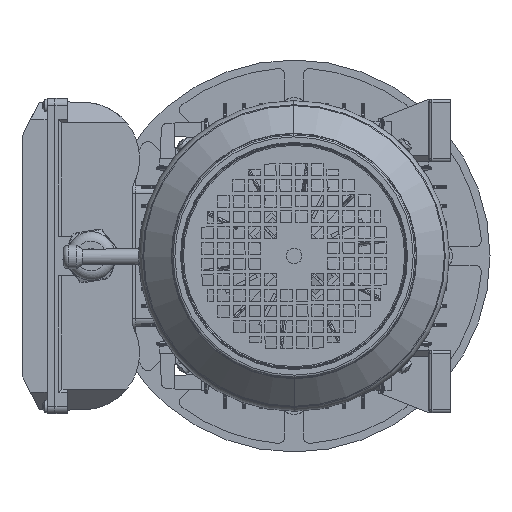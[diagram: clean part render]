
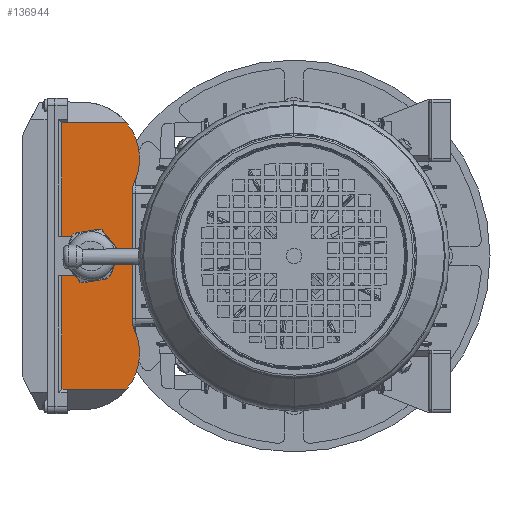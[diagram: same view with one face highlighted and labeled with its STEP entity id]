
A CAD part, left-side view. The second image highlights one B-rep face of the part: STEP entity #136944.
In plain terms, the highlighted face is planar.
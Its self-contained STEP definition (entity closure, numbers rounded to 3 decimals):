
#267 = CARTESIAN_POINT ( 'NONE',  ( -12.5, 1.75, -68. ) ) ;
#1915 = DIRECTION ( 'NONE',  ( 0., -1., 0. ) ) ;
#3616 = CARTESIAN_POINT ( 'NONE',  ( 85.065, 16.75, -68. ) ) ;
#4216 = EDGE_CURVE ( 'NONE', #77945, #72705, #65334, .T. ) ;
#4226 = FACE_OUTER_BOUND ( 'NONE', #76365, .T. ) ;
#4327 = VERTEX_POINT ( 'NONE', #139110 ) ;
#4612 = DIRECTION ( 'NONE',  ( 0., -1., 0. ) ) ;
#9115 = VERTEX_POINT ( 'NONE', #267 ) ;
#9378 = CARTESIAN_POINT ( 'NONE',  ( -85.065, -20.891, -68. ) ) ;
#9779 = CARTESIAN_POINT ( 'NONE',  ( -85.065, -29.25, -68. ) ) ;
#13546 = LINE ( 'NONE', #154568, #52164 ) ;
#14684 = CARTESIAN_POINT ( 'NONE',  ( -62., 6.75, -68. ) ) ;
#14767 = EDGE_CURVE ( 'NONE', #54840, #154349, #13546, .T. ) ;
#15257 = VECTOR ( 'NONE', #38410, 1000. ) ;
#16485 = ORIENTED_EDGE ( 'NONE', *, *, #18506, .F. ) ;
#16526 = ORIENTED_EDGE ( 'NONE', *, *, #86220, .F. ) ;
#17078 = DIRECTION ( 'NONE',  ( 0., 1., 0. ) ) ;
#17250 = DIRECTION ( 'NONE',  ( 1., 0., 0. ) ) ;
#17979 = CARTESIAN_POINT ( 'NONE',  ( 12.5, 1.75, -68. ) ) ;
#18506 = EDGE_CURVE ( 'NONE', #77945, #31016, #56227, .T. ) ;
#20697 = CARTESIAN_POINT ( 'NONE',  ( 85.065, -29.25, -68. ) ) ;
#22635 = CIRCLE ( 'NONE', #24299, 12.5 ) ;
#23531 = CARTESIAN_POINT ( 'NONE',  ( 85.065, -20.891, -68. ) ) ;
#24238 = ORIENTED_EDGE ( 'NONE', *, *, #126201, .F. ) ;
#24299 = AXIS2_PLACEMENT_3D ( 'NONE', #30097, #155032, #138928 ) ;
#24499 = AXIS2_PLACEMENT_3D ( 'NONE', #120223, #104099, #87978 ) ;
#25824 = LINE ( 'NONE', #9779, #45001 ) ;
#29222 = VECTOR ( 'NONE', #17250, 1000. ) ;
#30068 = VERTEX_POINT ( 'NONE', #3616 ) ;
#30097 = CARTESIAN_POINT ( 'NONE',  ( 0., 1.75, -68. ) ) ;
#31016 = VERTEX_POINT ( 'NONE', #132199 ) ;
#31046 = AXIS2_PLACEMENT_3D ( 'NONE', #152072, #135977, #119921 ) ;
#32109 = VERTEX_POINT ( 'NONE', #112120 ) ;
#33172 = CARTESIAN_POINT ( 'NONE',  ( -85.065, -45.25, -68. ) ) ;
#33342 = CARTESIAN_POINT ( 'NONE',  ( -119.5, 20.25, -68. ) ) ;
#33653 = DIRECTION ( 'NONE',  ( 0., 1., 0. ) ) ;
#34071 = LINE ( 'NONE', #17979, #53931 ) ;
#34930 = ORIENTED_EDGE ( 'NONE', *, *, #70528, .T. ) ;
#36778 = LINE ( 'NONE', #20697, #81031 ) ;
#38394 = EDGE_CURVE ( 'NONE', #72705, #54840, #25824, .T. ) ;
#38410 = DIRECTION ( 'NONE',  ( 1., 0., 0. ) ) ;
#40921 = ORIENTED_EDGE ( 'NONE', *, *, #127592, .T. ) ;
#45001 = VECTOR ( 'NONE', #150772, 1000. ) ;
#47877 = VERTEX_POINT ( 'NONE', #100793 ) ;
#49107 = ORIENTED_EDGE ( 'NONE', *, *, #4216, .T. ) ;
#49389 = LINE ( 'NONE', #33342, #29222 ) ;
#49692 = CARTESIAN_POINT ( 'NONE',  ( 85.065, -45.25, -68. ) ) ;
#52164 = VECTOR ( 'NONE', #138470, 1000. ) ;
#53931 = VECTOR ( 'NONE', #1915, 1000. ) ;
#54486 = CARTESIAN_POINT ( 'NONE',  ( -44.572, -24.75, -68. ) ) ;
#54840 = VERTEX_POINT ( 'NONE', #134093 ) ;
#56227 = CIRCLE ( 'NONE', #107957, 36. ) ;
#62051 = DIRECTION ( 'NONE',  ( 0., 1., 0. ) ) ;
#65334 = LINE ( 'NONE', #33172, #133530 ) ;
#65806 = LINE ( 'NONE', #49692, #124463 ) ;
#66623 = EDGE_CURVE ( 'NONE', #32109, #76500, #117630, .T. ) ;
#67329 = VERTEX_POINT ( 'NONE', #73536 ) ;
#67578 = ORIENTED_EDGE ( 'NONE', *, *, #14767, .T. ) ;
#70528 = EDGE_CURVE ( 'NONE', #67329, #4327, #49389, .T. ) ;
#70651 = LINE ( 'NONE', #54486, #15257 ) ;
#72705 = VERTEX_POINT ( 'NONE', #106764 ) ;
#73536 = CARTESIAN_POINT ( 'NONE',  ( 12.5, 20.25, -68. ) ) ;
#76021 = ORIENTED_EDGE ( 'NONE', *, *, #107501, .F. ) ;
#76365 = EDGE_LOOP ( 'NONE', ( #67578, #24238, #145495, #93503, #34930, #40921, #16526, #111552, #76021, #16485, #49107, #130973 ) ) ;
#76500 = VERTEX_POINT ( 'NONE', #23531 ) ;
#77945 = VERTEX_POINT ( 'NONE', #9378 ) ;
#78168 = CARTESIAN_POINT ( 'NONE',  ( -12.5, 1.75, -68. ) ) ;
#81031 = VECTOR ( 'NONE', #4612, 1000. ) ;
#86220 = EDGE_CURVE ( 'NONE', #76500, #30068, #65806, .T. ) ;
#87978 = DIRECTION ( 'NONE',  ( 1., 0., 0. ) ) ;
#93503 = ORIENTED_EDGE ( 'NONE', *, *, #108912, .F. ) ;
#94287 = LINE ( 'NONE', #78168, #125349 ) ;
#99059 = EDGE_CURVE ( 'NONE', #47877, #9115, #22635, .T. ) ;
#100793 = CARTESIAN_POINT ( 'NONE',  ( 12.5, 1.75, -68. ) ) ;
#104099 = DIRECTION ( 'NONE',  ( 0., 0., 1. ) ) ;
#106764 = CARTESIAN_POINT ( 'NONE',  ( -85.065, 16.75, -68. ) ) ;
#107501 = EDGE_CURVE ( 'NONE', #31016, #32109, #70651, .T. ) ;
#107957 = AXIS2_PLACEMENT_3D ( 'NONE', #14684, #155720, #139617 ) ;
#108912 = EDGE_CURVE ( 'NONE', #67329, #47877, #34071, .T. ) ;
#111552 = ORIENTED_EDGE ( 'NONE', *, *, #66623, .F. ) ;
#112120 = CARTESIAN_POINT ( 'NONE',  ( 44.572, -24.75, -68. ) ) ;
#117630 = CIRCLE ( 'NONE', #31046, 36. ) ;
#119921 = DIRECTION ( 'NONE',  ( 1., 0., 0. ) ) ;
#120223 = CARTESIAN_POINT ( 'NONE',  ( -119.5, -29.25, -68. ) ) ;
#124463 = VECTOR ( 'NONE', #33653, 1000. ) ;
#125349 = VECTOR ( 'NONE', #62051, 1000. ) ;
#126201 = EDGE_CURVE ( 'NONE', #9115, #154349, #94287, .T. ) ;
#126653 = CARTESIAN_POINT ( 'NONE',  ( -12.5, 20.25, -68. ) ) ;
#127592 = EDGE_CURVE ( 'NONE', #4327, #30068, #36778, .T. ) ;
#130973 = ORIENTED_EDGE ( 'NONE', *, *, #38394, .T. ) ;
#132199 = CARTESIAN_POINT ( 'NONE',  ( -44.572, -24.75, -68. ) ) ;
#133530 = VECTOR ( 'NONE', #17078, 1000. ) ;
#134093 = CARTESIAN_POINT ( 'NONE',  ( -85.065, 20.25, -68. ) ) ;
#135977 = DIRECTION ( 'NONE',  ( 0., 0., 1. ) ) ;
#136288 = PLANE ( 'NONE',  #24499 ) ;
#136944 = ADVANCED_FACE ( 'NONE', ( #4226 ), #136288, .F. ) ;
#138470 = DIRECTION ( 'NONE',  ( 1., 0., 0. ) ) ;
#138928 = DIRECTION ( 'NONE',  ( 1., 0., 0. ) ) ;
#139110 = CARTESIAN_POINT ( 'NONE',  ( 85.065, 20.25, -68. ) ) ;
#139617 = DIRECTION ( 'NONE',  ( 1., 0., 0. ) ) ;
#145495 = ORIENTED_EDGE ( 'NONE', *, *, #99059, .F. ) ;
#150772 = DIRECTION ( 'NONE',  ( 0., 1., 0. ) ) ;
#152072 = CARTESIAN_POINT ( 'NONE',  ( 62., 6.75, -68. ) ) ;
#154349 = VERTEX_POINT ( 'NONE', #126653 ) ;
#154568 = CARTESIAN_POINT ( 'NONE',  ( -119.5, 20.25, -68. ) ) ;
#155032 = DIRECTION ( 'NONE',  ( 0., 0., -1. ) ) ;
#155720 = DIRECTION ( 'NONE',  ( 0., 0., 1. ) ) ;
